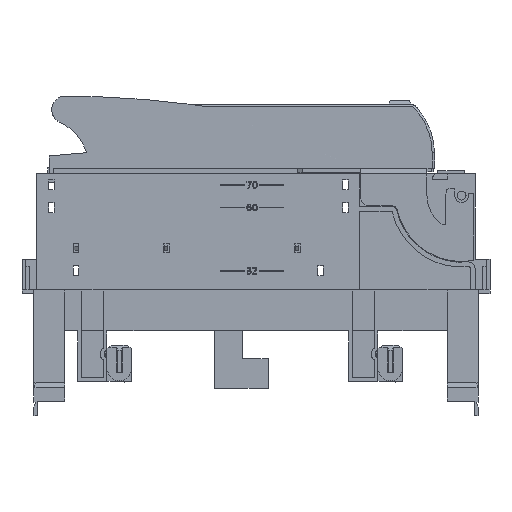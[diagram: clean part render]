
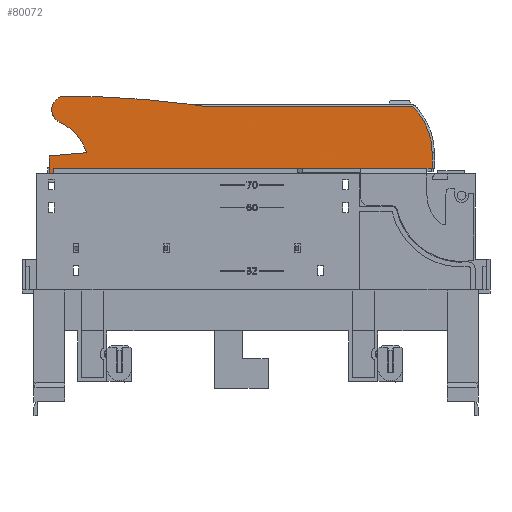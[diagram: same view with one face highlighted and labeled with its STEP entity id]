
A CAD part, left-side view. The second image highlights one B-rep face of the part: STEP entity #80072.
In plain terms, the highlighted planar face has unit normal (-1, 0, 0).
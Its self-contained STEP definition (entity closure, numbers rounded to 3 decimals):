
#74129=DIRECTION('',(0.,1.,0.));
#74130=VECTOR('',#74129,29.4);
#74131=CARTESIAN_POINT('',(-26.,14.3,11.017));
#74132=LINE('',#74131,#74130);
#74193=DIRECTION('',(0.066,0.,0.998));
#74194=VECTOR('',#74193,0.017);
#74195=CARTESIAN_POINT('',(-26.001,43.7,11.));
#74196=LINE('',#74195,#74194);
#74200=DIRECTION('',(0.,-1.,0.));
#74201=VECTOR('',#74200,135.8);
#74202=CARTESIAN_POINT('',(-26.,179.5,11.));
#74203=LINE('',#74202,#74201);
#74207=DIRECTION('',(0.,0.,1.));
#74208=VECTOR('',#74207,2.3);
#74209=CARTESIAN_POINT('',(-26.,179.5,8.7));
#74210=LINE('',#74209,#74208);
#74214=DIRECTION('',(0.,-1.,0.));
#74215=VECTOR('',#74214,2.);
#74216=CARTESIAN_POINT('',(-26.,181.5,8.7));
#74217=LINE('',#74216,#74215);
#74221=DIRECTION('',(0.,0.,-1.));
#74222=VECTOR('',#74221,7.862);
#74223=CARTESIAN_POINT('',(-26.,181.5,16.562));
#74224=LINE('',#74223,#74222);
#74228=DIRECTION('',(0.,0.996,-0.087));
#74229=VECTOR('',#74228,16.561);
#74230=CARTESIAN_POINT('',(-26.,165.002,18.006));
#74231=LINE('',#74230,#74229);
#74235=CARTESIAN_POINT('',(-26.,186.627,11.));
#74236=DIRECTION('',(1.,0.,0.));
#74237=DIRECTION('',(0.,-0.425,0.905));
#74238=AXIS2_PLACEMENT_3D('',#74235,#74236,#74237);
#74243=CARTESIAN_POINT('',(-26.,174.4,37.));
#74244=DIRECTION('',(-1.,0.,0.));
#74245=DIRECTION('',(0.,0.,1.));
#74246=AXIS2_PLACEMENT_3D('',#74243,#74244,#74245);
#74251=CARTESIAN_POINT('',(-26.,174.4,-380.));
#74252=DIRECTION('',(-1.,0.,0.));
#74253=DIRECTION('',(0.,-0.128,0.992));
#74254=AXIS2_PLACEMENT_3D('',#74251,#74252,#74253);
#74259=CARTESIAN_POINT('',(-26.,174.4,-380.));
#74260=DIRECTION('',(-1.,0.,0.));
#74261=DIRECTION('',(0.,-0.145,0.989));
#74262=AXIS2_PLACEMENT_3D('',#74259,#74260,#74261);
#74267=DIRECTION('',(0.,1.,0.));
#74268=VECTOR('',#74267,92.174);
#74269=CARTESIAN_POINT('',(-26.,20.69,38.5));
#74270=LINE('',#74269,#74268);
#74274=CARTESIAN_POINT('',(-26.,41.,17.8));
#74275=DIRECTION('',(-1.,0.,0.));
#74276=DIRECTION('',(0.,-1.,0.009));
#74277=AXIS2_PLACEMENT_3D('',#74274,#74275,#74276);
#74282=DIRECTION('',(0.,0.009,1.));
#74283=VECTOR('',#74282,7.053);
#74284=CARTESIAN_POINT('',(-26.,11.94,11.));
#74285=LINE('',#74284,#74283);
#74289=DIRECTION('',(0.001,-1.,0.));
#74290=VECTOR('',#74289,2.36);
#74291=CARTESIAN_POINT('',(-26.002,14.3,11.));
#74292=LINE('',#74291,#74290);
#74296=DIRECTION('',(-0.095,0.,-0.995));
#74297=VECTOR('',#74296,0.017);
#74298=CARTESIAN_POINT('',(-26.,14.3,11.017));
#74299=LINE('',#74298,#74297);
#79015=CARTESIAN_POINT('',(-26.002,14.3,11.));
#79016=VERTEX_POINT('',#79015);
#79019=CARTESIAN_POINT('',(-26.001,43.7,11.));
#79021=VERTEX_POINT('',#79019);
#79029=CARTESIAN_POINT('',(-26.,14.3,11.017));
#79030=CARTESIAN_POINT('',(-26.,43.7,11.017));
#79031=VERTEX_POINT('',#79029);
#79032=VERTEX_POINT('',#79030);
#79363=CARTESIAN_POINT('',(-26.,181.5,8.7));
#79364=VERTEX_POINT('',#79363);
#79365=CARTESIAN_POINT('',(-26.,181.5,16.562));
#79366=VERTEX_POINT('',#79365);
#79625=CARTESIAN_POINT('',(-26.,179.5,8.7));
#79626=VERTEX_POINT('',#79625);
#79627=CARTESIAN_POINT('',(-26.,11.94,11.));
#79628=VERTEX_POINT('',#79627);
#79629=CARTESIAN_POINT('',(-26.,12.001,
18.053));
#79630=VERTEX_POINT('',#79629);
#79631=CARTESIAN_POINT('',(-26.,20.69,
38.5));
#79632=VERTEX_POINT('',#79631);
#79633=CARTESIAN_POINT('',(-26.,112.863,38.5));
#79634=VERTEX_POINT('',#79633);
#79635=CARTESIAN_POINT('',(-26.,120.098,39.5));
#79636=VERTEX_POINT('',#79635);
#79637=CARTESIAN_POINT('',(-26.,174.4,43.));
#79638=VERTEX_POINT('',#79637);
#79639=CARTESIAN_POINT('',(-26.,176.957,31.572));
#79640=VERTEX_POINT('',#79639);
#79641=CARTESIAN_POINT('',(-26.,165.002,18.006));
#79642=VERTEX_POINT('',#79641);
#79643=CARTESIAN_POINT('',(-26.,179.5,11.));
#79644=VERTEX_POINT('',#79643);
#80037=CARTESIAN_POINT('',(-26.,0.,0.));
#80038=DIRECTION('',(1.,0.,0.));
#80039=DIRECTION('',(0.,1.,0.));
#80040=AXIS2_PLACEMENT_3D('',#80037,#80038,#80039);
#80041=PLANE('',#80040);
#80042=ORIENTED_EDGE('',*,*,#79965,.F.);
#80043=ORIENTED_EDGE('',*,*,#80016,.F.);
#80045=ORIENTED_EDGE('',*,*,#80044,.F.);
#80047=ORIENTED_EDGE('',*,*,#80046,.F.);
#80049=ORIENTED_EDGE('',*,*,#80048,.F.);
#80051=ORIENTED_EDGE('',*,*,#80050,.F.);
#80053=ORIENTED_EDGE('',*,*,#80052,.F.);
#80055=ORIENTED_EDGE('',*,*,#80054,.F.);
#80057=ORIENTED_EDGE('',*,*,#80056,.F.);
#80059=ORIENTED_EDGE('',*,*,#80058,.F.);
#80061=ORIENTED_EDGE('',*,*,#80060,.F.);
#80063=ORIENTED_EDGE('',*,*,#80062,.F.);
#80065=ORIENTED_EDGE('',*,*,#80064,.F.);
#80067=ORIENTED_EDGE('',*,*,#80066,.F.);
#80068=ORIENTED_EDGE('',*,*,#79969,.F.);
#80069=ORIENTED_EDGE('',*,*,#79967,.T.);
#80070=EDGE_LOOP('',(#80042,#80043,#80045,#80047,#80049,#80051,#80053,#80055,
#80057,#80059,#80061,#80063,#80065,#80067,#80068,#80069));
#80071=FACE_OUTER_BOUND('',#80070,.F.);
#74239=CIRCLE('',#74238,22.731);
#74247=CIRCLE('',#74246,6.);
#74255=CIRCLE('',#74254,423.);
#74263=CIRCLE('',#74262,423.);
#74278=CIRCLE('',#74277,29.);
#79965=EDGE_CURVE('',#79021,#79032,#74196,.T.);
#79967=EDGE_CURVE('',#79031,#79032,#74132,.T.);
#79969=EDGE_CURVE('',#79031,#79016,#74299,.T.);
#80016=EDGE_CURVE('',#79644,#79021,#74203,.T.);
#80044=EDGE_CURVE('',#79626,#79644,#74210,.T.);
#80046=EDGE_CURVE('',#79364,#79626,#74217,.T.);
#80048=EDGE_CURVE('',#79366,#79364,#74224,.T.);
#80050=EDGE_CURVE('',#79642,#79366,#74231,.T.);
#80052=EDGE_CURVE('',#79640,#79642,#74239,.T.);
#80054=EDGE_CURVE('',#79638,#79640,#74247,.T.);
#80056=EDGE_CURVE('',#79636,#79638,#74255,.T.);
#80058=EDGE_CURVE('',#79634,#79636,#74263,.T.);
#80060=EDGE_CURVE('',#79632,#79634,#74270,.T.);
#80062=EDGE_CURVE('',#79630,#79632,#74278,.T.);
#80064=EDGE_CURVE('',#79628,#79630,#74285,.T.);
#80066=EDGE_CURVE('',#79016,#79628,#74292,.T.);
#80072=ADVANCED_FACE('',(#80071),#80041,.F.);
